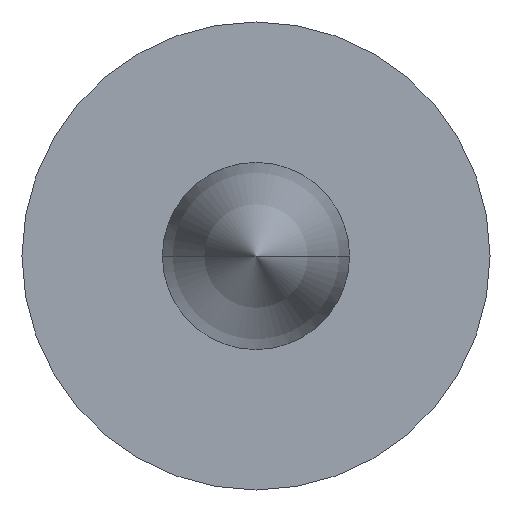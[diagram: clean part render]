
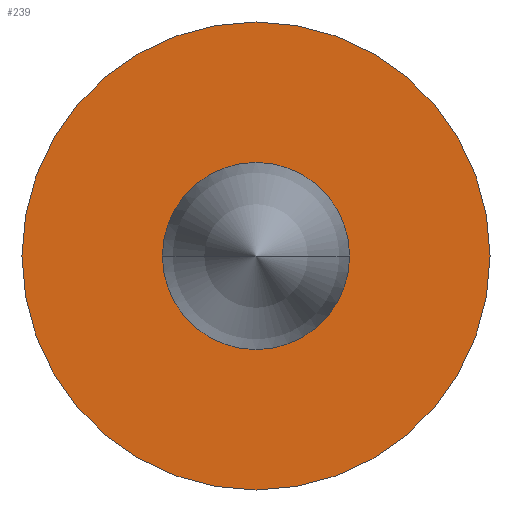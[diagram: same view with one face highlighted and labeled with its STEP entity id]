
A CAD part, front view. The second image highlights one B-rep face of the part: STEP entity #239.
In plain terms, the highlighted planar face has unit normal (0, -1, 0).
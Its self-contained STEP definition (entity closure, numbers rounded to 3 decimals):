
#7 = DIRECTION ( 'NONE',  ( 0., 1., 0. ) ) ;
#24 = EDGE_CURVE ( 'NONE', #322, #108, #243, .T. ) ;
#41 = FACE_OUTER_BOUND ( 'NONE', #77, .T. ) ;
#56 = VERTEX_POINT ( 'NONE', #271 ) ;
#77 = EDGE_LOOP ( 'NONE', ( #340, #185 ) ) ;
#105 = CIRCLE ( 'NONE', #205, 5. ) ;
#108 = VERTEX_POINT ( 'NONE', #112 ) ;
#112 = CARTESIAN_POINT ( 'NONE',  ( -24.242, 94.23, 2. ) ) ;
#114 = ORIENTED_EDGE ( 'NONE', *, *, #24, .T. ) ;
#119 = AXIS2_PLACEMENT_3D ( 'NONE', #253, #193, #121 ) ;
#121 = DIRECTION ( 'NONE',  ( 0., 0., 1. ) ) ;
#133 = DIRECTION ( 'NONE',  ( 0., 1., 0. ) ) ;
#135 = CARTESIAN_POINT ( 'NONE',  ( -28.492, 94.23, 0. ) ) ;
#141 = PLANE ( 'NONE',  #319 ) ;
#151 = CARTESIAN_POINT ( 'NONE',  ( -24.242, 94.23, 0. ) ) ;
#154 = DIRECTION ( 'NONE',  ( 0., 1., 0. ) ) ;
#158 = DIRECTION ( 'NONE',  ( 0., 0., 1. ) ) ;
#162 = DIRECTION ( 'NONE',  ( 0., 0., 1. ) ) ;
#171 = CIRCLE ( 'NONE', #119, 2. ) ;
#185 = ORIENTED_EDGE ( 'NONE', *, *, #343, .F. ) ;
#186 = AXIS2_PLACEMENT_3D ( 'NONE', #151, #154, #158 ) ;
#193 = DIRECTION ( 'NONE',  ( 0., 1., 0. ) ) ;
#196 = EDGE_CURVE ( 'NONE', #339, #56, #105, .T. ) ;
#205 = AXIS2_PLACEMENT_3D ( 'NONE', #252, #7, #338 ) ;
#213 = EDGE_CURVE ( 'NONE', #108, #322, #171, .T. ) ;
#227 = AXIS2_PLACEMENT_3D ( 'NONE', #325, #332, #331 ) ;
#239 = ADVANCED_FACE ( 'NONE', ( #41, #317 ), #141, .F. ) ;
#243 = CIRCLE ( 'NONE', #186, 2. ) ;
#252 = CARTESIAN_POINT ( 'NONE',  ( -24.242, 94.23, 0. ) ) ;
#253 = CARTESIAN_POINT ( 'NONE',  ( -24.242, 94.23, 0. ) ) ;
#271 = CARTESIAN_POINT ( 'NONE',  ( -24.242, 94.23, -5. ) ) ;
#272 = EDGE_LOOP ( 'NONE', ( #323, #114 ) ) ;
#283 = CARTESIAN_POINT ( 'NONE',  ( -24.242, 94.23, 5. ) ) ;
#284 = CIRCLE ( 'NONE', #227, 5. ) ;
#317 = FACE_BOUND ( 'NONE', #272, .T. ) ;
#319 = AXIS2_PLACEMENT_3D ( 'NONE', #135, #133, #162 ) ;
#322 = VERTEX_POINT ( 'NONE', #329 ) ;
#323 = ORIENTED_EDGE ( 'NONE', *, *, #213, .T. ) ;
#325 = CARTESIAN_POINT ( 'NONE',  ( -24.242, 94.23, 0. ) ) ;
#329 = CARTESIAN_POINT ( 'NONE',  ( -24.242, 94.23, -2. ) ) ;
#331 = DIRECTION ( 'NONE',  ( 0., 0., 1. ) ) ;
#332 = DIRECTION ( 'NONE',  ( 0., 1., 0. ) ) ;
#338 = DIRECTION ( 'NONE',  ( 0., 0., 1. ) ) ;
#339 = VERTEX_POINT ( 'NONE', #283 ) ;
#340 = ORIENTED_EDGE ( 'NONE', *, *, #196, .F. ) ;
#343 = EDGE_CURVE ( 'NONE', #56, #339, #284, .T. ) ;
